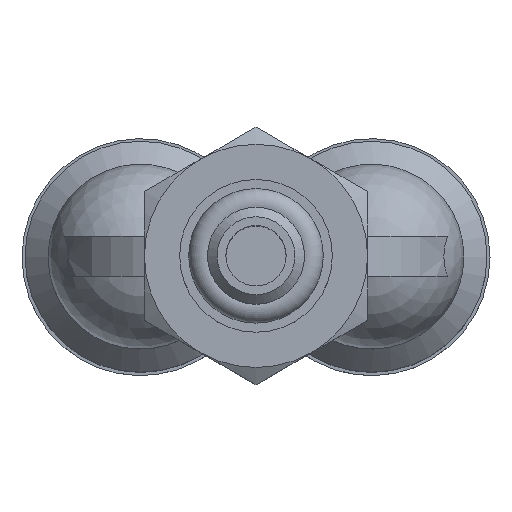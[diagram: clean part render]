
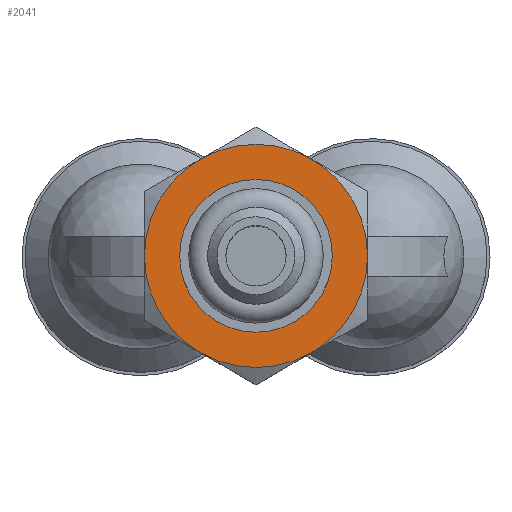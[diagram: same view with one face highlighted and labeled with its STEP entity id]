
A CAD part, top view. The second image highlights one B-rep face of the part: STEP entity #2041.
In plain terms, the highlighted planar face has unit normal (0, 0, 1).
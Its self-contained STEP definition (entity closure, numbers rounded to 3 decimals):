
#51=PLANE('',#2210);
#220=CIRCLE('',#2199,3.8);
#221=CIRCLE('',#2201,5.555);
#222=CIRCLE('',#2203,5.555);
#223=CIRCLE('',#2205,5.555);
#224=CIRCLE('',#2207,5.555);
#225=CIRCLE('',#2209,5.555);
#226=CIRCLE('',#2211,5.555);
#553=ORIENTED_EDGE('',*,*,#787,.F.);
#554=ORIENTED_EDGE('',*,*,#788,.T.);
#555=ORIENTED_EDGE('',*,*,#792,.T.);
#556=ORIENTED_EDGE('',*,*,#791,.T.);
#557=ORIENTED_EDGE('',*,*,#790,.T.);
#558=ORIENTED_EDGE('',*,*,#793,.T.);
#559=ORIENTED_EDGE('',*,*,#789,.T.);
#787=EDGE_CURVE('',#935,#935,#220,.T.);
#788=EDGE_CURVE('',#922,#916,#221,.T.);
#789=EDGE_CURVE('',#926,#922,#222,.T.);
#790=EDGE_CURVE('',#904,#898,#223,.T.);
#791=EDGE_CURVE('',#910,#904,#224,.T.);
#792=EDGE_CURVE('',#916,#910,#225,.T.);
#793=EDGE_CURVE('',#898,#926,#226,.T.);
#898=VERTEX_POINT('',#3044);
#904=VERTEX_POINT('',#3077);
#910=VERTEX_POINT('',#3110);
#916=VERTEX_POINT('',#3143);
#922=VERTEX_POINT('',#3176);
#926=VERTEX_POINT('',#3206);
#935=VERTEX_POINT('',#3236);
#1111=EDGE_LOOP('',(#553));
#1112=EDGE_LOOP('',(#554,#555,#556,#557,#558,#559));
#1246=FACE_BOUND('',#1111,.T.);
#1247=FACE_BOUND('',#1112,.T.);
#2041=ADVANCED_FACE('',(#1246,#1247),#51,.F.);
#2199=AXIS2_PLACEMENT_3D('',#3235,#2544,#2545);
#2201=AXIS2_PLACEMENT_3D('',#3238,#2548,#2549);
#2203=AXIS2_PLACEMENT_3D('',#3240,#2552,#2553);
#2205=AXIS2_PLACEMENT_3D('',#3242,#2556,#2557);
#2207=AXIS2_PLACEMENT_3D('',#3244,#2560,#2561);
#2209=AXIS2_PLACEMENT_3D('',#3246,#2564,#2565);
#2210=AXIS2_PLACEMENT_3D('',#3247,#2566,#2567);
#2211=AXIS2_PLACEMENT_3D('',#3248,#2568,#2569);
#2544=DIRECTION('',(0.,0.,1.));
#2545=DIRECTION('',(1.,0.,0.));
#2548=DIRECTION('',(0.,0.,1.));
#2549=DIRECTION('',(1.,0.,0.));
#2552=DIRECTION('',(0.,0.,1.));
#2553=DIRECTION('',(1.,0.,0.));
#2556=DIRECTION('',(0.,0.,1.));
#2557=DIRECTION('',(1.,0.,0.));
#2560=DIRECTION('',(0.,0.,1.));
#2561=DIRECTION('',(1.,0.,0.));
#2564=DIRECTION('',(0.,0.,1.));
#2565=DIRECTION('',(1.,0.,0.));
#2566=DIRECTION('',(0.,0.,-1.));
#2567=DIRECTION('',(-1.,0.,0.));
#2568=DIRECTION('',(0.,0.,1.));
#2569=DIRECTION('',(1.,0.,0.));
#3044=CARTESIAN_POINT('',(-5.555,0.,36.9));
#3077=CARTESIAN_POINT('',(-2.778,4.811,36.9));
#3110=CARTESIAN_POINT('',(2.778,4.811,36.9));
#3143=CARTESIAN_POINT('',(5.555,0.,36.9));
#3176=CARTESIAN_POINT('',(2.778,-4.811,36.9));
#3206=CARTESIAN_POINT('',(-2.778,-4.811,36.9));
#3235=CARTESIAN_POINT('',(0.,0.,36.9));
#3236=CARTESIAN_POINT('',(3.8,0.,36.9));
#3238=CARTESIAN_POINT('',(0.,0.,36.9));
#3240=CARTESIAN_POINT('',(0.,0.,36.9));
#3242=CARTESIAN_POINT('',(0.,0.,36.9));
#3244=CARTESIAN_POINT('',(0.,0.,36.9));
#3246=CARTESIAN_POINT('',(0.,0.,36.9));
#3247=CARTESIAN_POINT('',(5.555,0.,36.9));
#3248=CARTESIAN_POINT('',(0.,0.,36.9));
